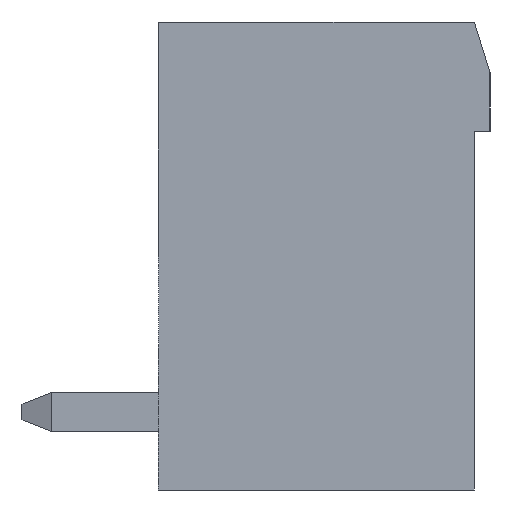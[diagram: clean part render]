
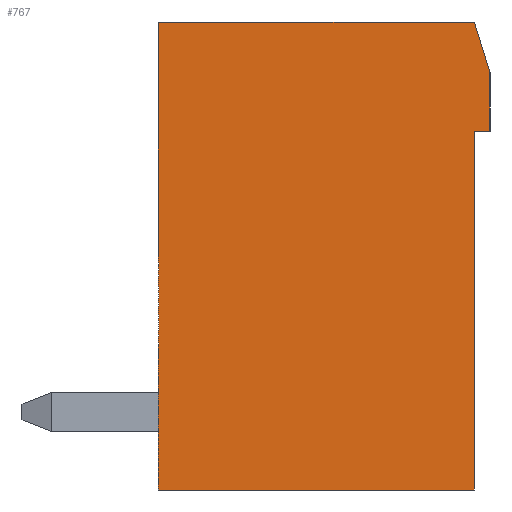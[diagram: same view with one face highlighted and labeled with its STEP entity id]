
A CAD part, left-side view. The second image highlights one B-rep face of the part: STEP entity #767.
In plain terms, the highlighted planar face has unit normal (-1, 0, 0).
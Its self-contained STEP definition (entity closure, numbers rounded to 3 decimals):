
#767 = ADVANCED_FACE( '', ( #1566 ), #1567, .T. );
#1566 = FACE_OUTER_BOUND( '', #2403, .T. );
#1567 = PLANE( '', #2404 );
#2403 = EDGE_LOOP( '', ( #4490, #4491, #4492, #4493, #4494, #4495, #4496 ) );
#2404 = AXIS2_PLACEMENT_3D( '', #4497, #4498, #4499 );
#4490 = ORIENTED_EDGE( '', *, *, #5240, .T. );
#4491 = ORIENTED_EDGE( '', *, *, #5232, .T. );
#4492 = ORIENTED_EDGE( '', *, *, #5507, .T. );
#4493 = ORIENTED_EDGE( '', *, *, #6054, .T. );
#4494 = ORIENTED_EDGE( '', *, *, #5193, .T. );
#4495 = ORIENTED_EDGE( '', *, *, #6055, .T. );
#4496 = ORIENTED_EDGE( '', *, *, #5462, .T. );
#4497 = CARTESIAN_POINT( '', ( -18.78, 0., 0. ) );
#4498 = DIRECTION( '', ( -1., 0., 0. ) );
#4499 = DIRECTION( '', ( 0., 0., 1. ) );
#5193 = EDGE_CURVE( '', #6216, #6217, #6218, .T. );
#5232 = EDGE_CURVE( '', #6289, #6287, #6290, .T. );
#5240 = EDGE_CURVE( '', #6300, #6289, #6303, .T. );
#5462 = EDGE_CURVE( '', #6684, #6300, #6685, .T. );
#5507 = EDGE_CURVE( '', #6287, #6759, #6760, .T. );
#6054 = EDGE_CURVE( '', #6759, #6216, #7545, .T. );
#6055 = EDGE_CURVE( '', #6217, #6684, #7546, .T. );
#6216 = VERTEX_POINT( '', #7732 );
#6217 = VERTEX_POINT( '', #7733 );
#6218 = LINE( '', #7734, #7735 );
#6287 = VERTEX_POINT( '', #7830 );
#6289 = VERTEX_POINT( '', #7833 );
#6290 = LINE( '', #7834, #7835 );
#6300 = VERTEX_POINT( '', #7849 );
#6303 = LINE( '', #7854, #7855 );
#6684 = VERTEX_POINT( '', #8399 );
#6685 = LINE( '', #8400, #8401 );
#6759 = VERTEX_POINT( '', #8509 );
#6760 = LINE( '', #8510, #8511 );
#7545 = LINE( '', #9688, #9689 );
#7546 = LINE( '', #9690, #9691 );
#7732 = CARTESIAN_POINT( '', ( -18.78, -4.05, -6. ) );
#7733 = CARTESIAN_POINT( '', ( -18.78, -4.05, 3.2 ) );
#7734 = CARTESIAN_POINT( '', ( -18.78, -4.05, -6. ) );
#7735 = VECTOR( '', #9879, 1000. );
#7830 = CARTESIAN_POINT( '', ( -18.78, 4.05, 6. ) );
#7833 = CARTESIAN_POINT( '', ( -18.78, -4.05, 6. ) );
#7834 = CARTESIAN_POINT( '', ( -18.78, -4.05, 6. ) );
#7835 = VECTOR( '', #9928, 1000. );
#7849 = CARTESIAN_POINT( '', ( -18.78, -4.45, 4.7 ) );
#7854 = CARTESIAN_POINT( '', ( -18.78, -4.45, 4.7 ) );
#7855 = VECTOR( '', #9935, 1000. );
#8399 = CARTESIAN_POINT( '', ( -18.78, -4.45, 3.2 ) );
#8400 = CARTESIAN_POINT( '', ( -18.78, -4.45, 3.2 ) );
#8401 = VECTOR( '', #10144, 1000. );
#8509 = CARTESIAN_POINT( '', ( -18.78, 4.05, -6. ) );
#8510 = CARTESIAN_POINT( '', ( -18.78, 4.05, 6. ) );
#8511 = VECTOR( '', #10188, 1000. );
#9688 = CARTESIAN_POINT( '', ( -18.78, 4.05, -6. ) );
#9689 = VECTOR( '', #10644, 1000. );
#9690 = CARTESIAN_POINT( '', ( -18.78, -4.05, 3.2 ) );
#9691 = VECTOR( '', #10645, 1000. );
#9879 = DIRECTION( '', ( 0., 0., 1. ) );
#9928 = DIRECTION( '', ( 0., 1., 0. ) );
#9935 = DIRECTION( '', ( 0., 0.294, 0.956 ) );
#10144 = DIRECTION( '', ( 0., 0., 1. ) );
#10188 = DIRECTION( '', ( 0., 0., -1. ) );
#10644 = DIRECTION( '', ( 0., -1., 0. ) );
#10645 = DIRECTION( '', ( 0., -1., 0. ) );
